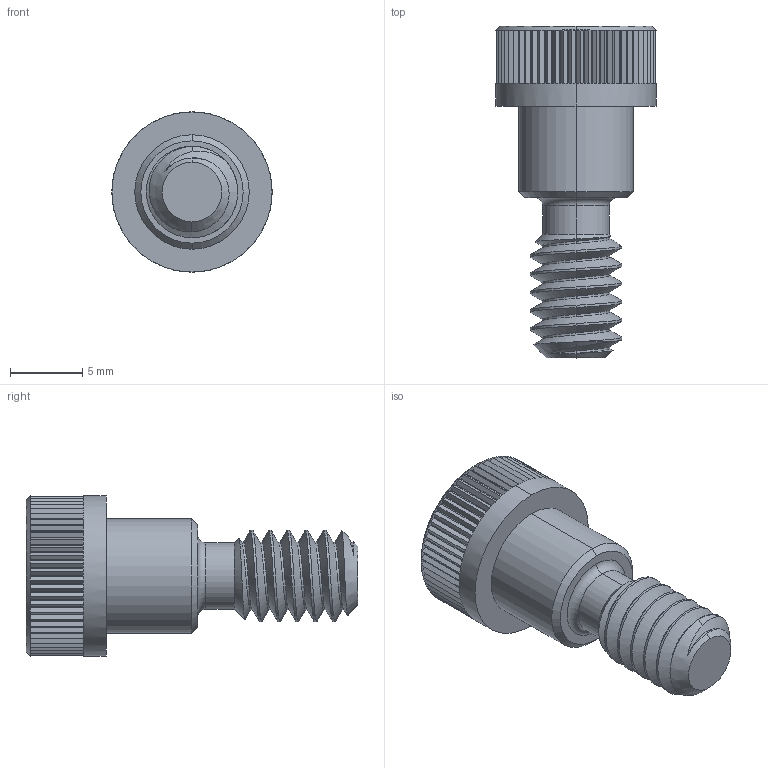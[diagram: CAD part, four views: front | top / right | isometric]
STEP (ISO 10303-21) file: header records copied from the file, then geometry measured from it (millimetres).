
FILE_DESCRIPTION (( 'STEP AP203' ), '1' );
FILE_NAME ('91259A574.step', '2011-08-16T13:32:45', ( 't2jrg' ), ( 'Microsoft' ), 'SwSTEP 2.0', 'SolidWorks 2009', '' );
FILE_SCHEMA (( 'CONFIG_CONTROL_DESIGN' ));
Length unit declared in the file: inch
Products named in the file (1): 91259A574
Bounding box: 11.11 x 23.02 x 11.11 mm (x, y, z)
Volume: 1036.2 mm3; surface area: 910.1 mm2
Topology: 1 solids, 1 shells, 376 faces, 854 edges, 483 vertices
Faces by surface type: plane 251, cylinder 106, cone 15, torus 2, bspline 2
Entity records: 11734 total; most frequent: CARTESIAN_POINT 3287, DIRECTION 1843, ORIENTED_EDGE 1708, EDGE_CURVE 854, AXIS2_PLACEMENT_3D 679, VECTOR 485, LINE 485, VERTEX_POINT 483
